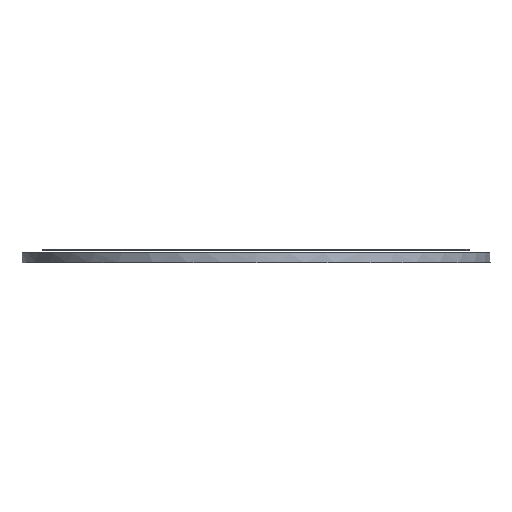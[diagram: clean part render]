
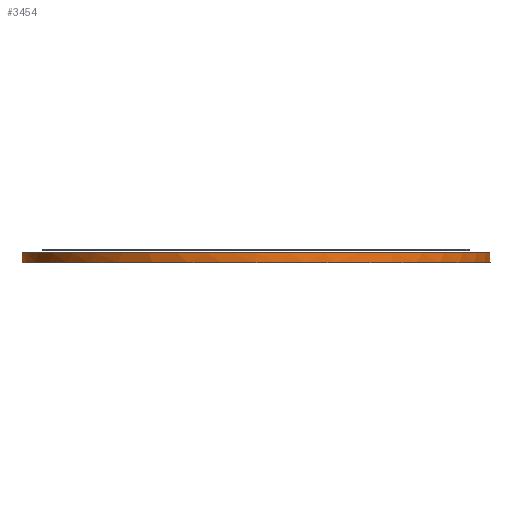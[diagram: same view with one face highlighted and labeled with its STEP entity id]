
A CAD part, front view. The second image highlights one B-rep face of the part: STEP entity #3454.
In plain terms, the highlighted free-form (B-spline) face has degree [2, 1] with [9, 2] control points.
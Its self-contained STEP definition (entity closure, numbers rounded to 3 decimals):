
#2377 = EDGE_CURVE('',#2378,#2378,#2380,.T.);
#2378 = VERTEX_POINT('',#2379);
#2379 = CARTESIAN_POINT('',(0.,-18.792,
    -0.203));
#2380 = ( BOUNDED_CURVE() B_SPLINE_CURVE(2,(#2381,#2382,#2383,#2384,
#2385,#2386,#2387),.UNSPECIFIED.,.T.,.F.) B_SPLINE_CURVE_WITH_KNOTS((3,2
    ,2,3),(3.142,5.236,7.33,9.425),
.PIECEWISE_BEZIER_KNOTS.) CURVE() GEOMETRIC_REPRESENTATION_ITEM() 
RATIONAL_B_SPLINE_CURVE((1.,0.5,1.,0.5,1.,0.5,1.)) REPRESENTATION_ITEM(
  '') );
#2381 = CARTESIAN_POINT('',(0.,-18.792,
    -0.203));
#2382 = CARTESIAN_POINT('',(32.548,-18.792,
    -0.203));
#2383 = CARTESIAN_POINT('',(16.274,9.396,
    -0.203));
#2384 = CARTESIAN_POINT('',(0.,37.584,
    -0.203));
#2385 = CARTESIAN_POINT('',(-16.274,9.396,
    -0.203));
#2386 = CARTESIAN_POINT('',(-32.548,-18.792,
    -0.203));
#2387 = CARTESIAN_POINT('',(0.,-18.792,
    -0.203));
#3454 = ADVANCED_FACE('',(#3455),#3476,.T.);
#3455 = FACE_BOUND('',#3456,.T.);
#3456 = EDGE_LOOP('',(#3457,#3469,#3474,#3475));
#3457 = ORIENTED_EDGE('',*,*,#3458,.F.);
#3458 = EDGE_CURVE('',#3459,#3459,#3461,.T.);
#3459 = VERTEX_POINT('',#3460);
#3460 = CARTESIAN_POINT('',(0.,-18.792,
    -1.016));
#3461 = ( BOUNDED_CURVE() B_SPLINE_CURVE(2,(#3462,#3463,#3464,#3465,
#3466,#3467,#3468),.UNSPECIFIED.,.T.,.F.) B_SPLINE_CURVE_WITH_KNOTS((3,2
    ,2,3),(3.142,5.236,7.33,9.425),
.PIECEWISE_BEZIER_KNOTS.) CURVE() GEOMETRIC_REPRESENTATION_ITEM() 
RATIONAL_B_SPLINE_CURVE((1.,0.5,1.,0.5,1.,0.5,1.)) REPRESENTATION_ITEM(
  '') );
#3462 = CARTESIAN_POINT('',(0.,-18.792,
    -1.016));
#3463 = CARTESIAN_POINT('',(-32.548,-18.792,
    -1.016));
#3464 = CARTESIAN_POINT('',(-16.274,9.396,
    -1.016));
#3465 = CARTESIAN_POINT('',(0.,37.584,
    -1.016));
#3466 = CARTESIAN_POINT('',(16.274,9.396,
    -1.016));
#3467 = CARTESIAN_POINT('',(32.548,-18.792,
    -1.016));
#3468 = CARTESIAN_POINT('',(0.,-18.792,
    -1.016));
#3469 = ORIENTED_EDGE('',*,*,#3470,.T.);
#3470 = EDGE_CURVE('',#3459,#2378,#3471,.T.);
#3471 = B_SPLINE_CURVE_WITH_KNOTS('',1,(#3472,#3473),.UNSPECIFIED.,.F.,
  .F.,(2,2),(-0.5,0.3),.PIECEWISE_BEZIER_KNOTS.);
#3472 = CARTESIAN_POINT('',(0.,-18.792,
    -1.016));
#3473 = CARTESIAN_POINT('',(0.,-18.792,
    -0.203));
#3474 = ORIENTED_EDGE('',*,*,#2377,.F.);
#3475 = ORIENTED_EDGE('',*,*,#3470,.F.);
#3476 = ( BOUNDED_SURFACE() B_SPLINE_SURFACE(2,1,(
    (#3477,#3478)
    ,(#3479,#3480)
    ,(#3481,#3482)
    ,(#3483,#3484)
    ,(#3485,#3486)
    ,(#3487,#3488)
    ,(#3489,#3490)
    ,(#3491,#3492)
    ,(#3493,#3494
)),.UNSPECIFIED.,.T.,.F.,.F.) B_SPLINE_SURFACE_WITH_KNOTS((3,2,2,2,3),(2
    ,2),(-3.142,-2.094,0.,2.094,3.142)
,(-0.3,0.5),.UNSPECIFIED.) GEOMETRIC_REPRESENTATION_ITEM() 
RATIONAL_B_SPLINE_SURFACE((
    (0.75,0.75)
    ,(0.75,0.75)
    ,(1.,1.)
    ,(0.5,0.5)
    ,(1.,1.)
    ,(0.5,0.5)
    ,(1.,1.)
    ,(0.75,0.75)
,(0.75,0.75))) REPRESENTATION_ITEM('') SURFACE() );
#3477 = CARTESIAN_POINT('',(0.,-18.792,-0.203));
#3478 = CARTESIAN_POINT('',(0.,-18.792,-1.016));
#3479 = CARTESIAN_POINT('',(-10.849,-18.792,
    -0.203));
#3480 = CARTESIAN_POINT('',(-10.849,-18.792,
    -1.016));
#3481 = CARTESIAN_POINT('',(-16.274,-9.396,
    -0.203));
#3482 = CARTESIAN_POINT('',(-16.274,-9.396,
    -1.016));
#3483 = CARTESIAN_POINT('',(-32.548,18.792,
    -0.203));
#3484 = CARTESIAN_POINT('',(-32.548,18.792,
    -1.016));
#3485 = CARTESIAN_POINT('',(0.,18.792,-0.203));
#3486 = CARTESIAN_POINT('',(0.,18.792,-1.016));
#3487 = CARTESIAN_POINT('',(32.548,18.792,
    -0.203));
#3488 = CARTESIAN_POINT('',(32.548,18.792,
    -1.016));
#3489 = CARTESIAN_POINT('',(16.274,-9.396,
    -0.203));
#3490 = CARTESIAN_POINT('',(16.274,-9.396,
    -1.016));
#3491 = CARTESIAN_POINT('',(10.849,-18.792,
    -0.203));
#3492 = CARTESIAN_POINT('',(10.849,-18.792,
    -1.016));
#3493 = CARTESIAN_POINT('',(0.,-18.792,-0.203));
#3494 = CARTESIAN_POINT('',(0.,-18.792,-1.016));
